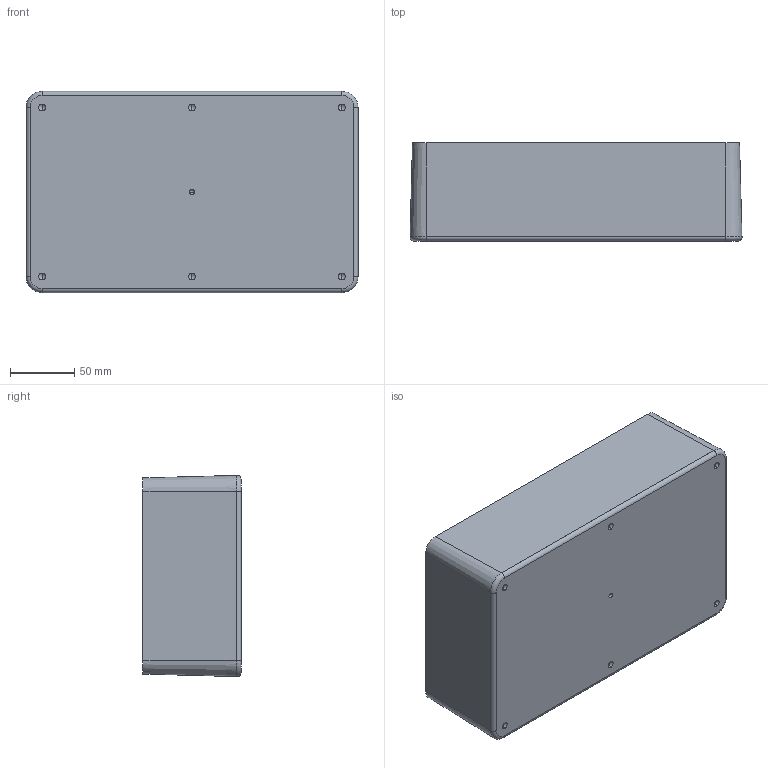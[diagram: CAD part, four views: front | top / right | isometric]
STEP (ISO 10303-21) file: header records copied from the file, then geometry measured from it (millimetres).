
FILE_DESCRIPTION(('FreeCAD Model'),'2;1');
FILE_NAME('Open CASCADE Shape Model','2024-03-27T18:12:02',(''),(''), 'Open CASCADE STEP processor 7.6','FreeCAD','Unknown');
FILE_SCHEMA(('AUTOMOTIVE_DESIGN { 1 0 10303 214 1 1 1 1 }'));
Length unit declared in the file: millimetre
Products named in the file (2): DC-96PMBYR_ASSEMBLY; DC-96B_DC-96BPMBY
Assembly tree (1 placements, depth 2):
  DC-96PMBYR_ASSEMBLY
    DC-96B_DC-96BPMBY
Bounding box: 257.82 x 76.2 x 156.22 mm (x, y, z)
Volume: 362347.2 mm3; surface area: 209852.4 mm2
Topology: 7 solids, 7 shells, 325 faces, 2118 edges, 6104 vertices
Faces by surface type: cylinder 110, plane 99, cone 88, sphere 16, torus 12
Entity records: 40213 total; most frequent: CARTESIAN_POINT 13025, DIRECTION 5096, LINE 1762, VECTOR 1762, AXIS2_PLACEMENT_3D 1587, CIRCLE 1420, GEOMETRIC_CURVE_SET 1413, ORIENTED_EDGE 1412
